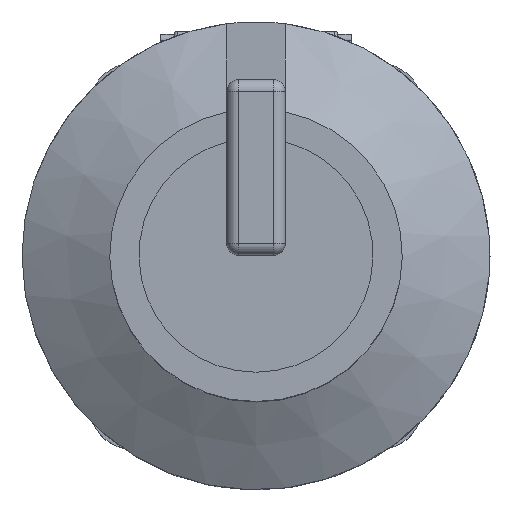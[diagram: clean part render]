
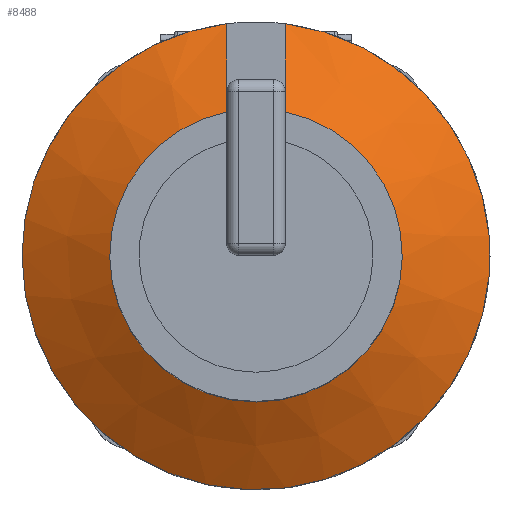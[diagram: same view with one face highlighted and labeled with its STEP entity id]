
A CAD part, top view. The second image highlights one B-rep face of the part: STEP entity #8488.
In plain terms, the highlighted conical face has half-angle 60 degrees and reference radius 6.5 mm.
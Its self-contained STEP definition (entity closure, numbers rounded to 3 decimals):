
#45=(
BOUNDED_CURVE()
B_SPLINE_CURVE(2,(#16124,#16125,#16126),.UNSPECIFIED.,.F.,.F.)
B_SPLINE_CURVE_WITH_KNOTS((3,3),(0.,0.35),.UNSPECIFIED.)
CURVE()
GEOMETRIC_REPRESENTATION_ITEM()
RATIONAL_B_SPLINE_CURVE((1.,1.028,1.))
REPRESENTATION_ITEM('')
);
#46=(
BOUNDED_CURVE()
B_SPLINE_CURVE(2,(#16130,#16131,#16132),.UNSPECIFIED.,.F.,.F.)
B_SPLINE_CURVE_WITH_KNOTS((3,3),(0.,0.35),.UNSPECIFIED.)
CURVE()
GEOMETRIC_REPRESENTATION_ITEM()
RATIONAL_B_SPLINE_CURVE((1.,1.028,1.))
REPRESENTATION_ITEM('')
);
#448=CONICAL_SURFACE('',#9218,6.5,1.047);
#871=FACE_OUTER_BOUND('',#1349,.T.);
#1349=EDGE_LOOP('',(#7787,#7788,#7789,#7790,#7791));
#1621=CIRCLE('',#9219,5.);
#1622=CIRCLE('',#9220,8.);
#1623=CIRCLE('',#9221,8.);
#4251=VERTEX_POINT('',#16122);
#4252=VERTEX_POINT('',#16123);
#4253=VERTEX_POINT('',#16127);
#4254=VERTEX_POINT('',#16129);
#4255=VERTEX_POINT('',#16133);
#5436=EDGE_CURVE('',#4251,#4252,#45,.T.);
#5437=EDGE_CURVE('',#4252,#4253,#1621,.T.);
#5438=EDGE_CURVE('',#4253,#4254,#46,.T.);
#5439=EDGE_CURVE('',#4254,#4255,#1622,.T.);
#5440=EDGE_CURVE('',#4255,#4251,#1623,.T.);
#7787=ORIENTED_EDGE('',*,*,#5436,.T.);
#7788=ORIENTED_EDGE('',*,*,#5437,.T.);
#7789=ORIENTED_EDGE('',*,*,#5438,.T.);
#7790=ORIENTED_EDGE('',*,*,#5439,.T.);
#7791=ORIENTED_EDGE('',*,*,#5440,.T.);
#8488=ADVANCED_FACE('',(#871),#448,.T.);
#9218=AXIS2_PLACEMENT_3D('',#16121,#11473,#11474);
#9219=AXIS2_PLACEMENT_3D('',#16128,#11475,#11476);
#9220=AXIS2_PLACEMENT_3D('',#16134,#11477,#11478);
#9221=AXIS2_PLACEMENT_3D('',#16135,#11479,#11480);
#11473=DIRECTION('center_axis',(0.,0.,-1.));
#11474=DIRECTION('ref_axis',(0.,-1.,0.));
#11475=DIRECTION('center_axis',(0.,0.,-1.));
#11476=DIRECTION('ref_axis',(1.,0.,0.));
#11477=DIRECTION('center_axis',(0.,0.,1.));
#11478=DIRECTION('ref_axis',(1.,0.,0.));
#11479=DIRECTION('center_axis',(0.,0.,1.));
#11480=DIRECTION('ref_axis',(1.,0.,0.));
#16121=CARTESIAN_POINT('Origin',(0.,0.,3.866));
#16122=CARTESIAN_POINT('',(1.,7.937,3.));
#16123=CARTESIAN_POINT('',(1.,4.899,4.732));
#16124=CARTESIAN_POINT('Ctrl Pts',(1.,7.937,3.));
#16125=CARTESIAN_POINT('Ctrl Pts',(1.,6.068,4.071));
#16126=CARTESIAN_POINT('Ctrl Pts',(1.,4.899,4.732));
#16127=CARTESIAN_POINT('',(-1.,4.899,4.732));
#16128=CARTESIAN_POINT('Origin',(0.,0.,4.732));
#16129=CARTESIAN_POINT('',(-1.,7.937,3.));
#16130=CARTESIAN_POINT('Ctrl Pts',(-1.,4.899,4.732));
#16131=CARTESIAN_POINT('Ctrl Pts',(-1.,6.068,4.071));
#16132=CARTESIAN_POINT('Ctrl Pts',(-1.,7.937,3.));
#16133=CARTESIAN_POINT('',(-8.,0.,3.));
#16134=CARTESIAN_POINT('Origin',(0.,0.,3.));
#16135=CARTESIAN_POINT('Origin',(0.,0.,3.));
